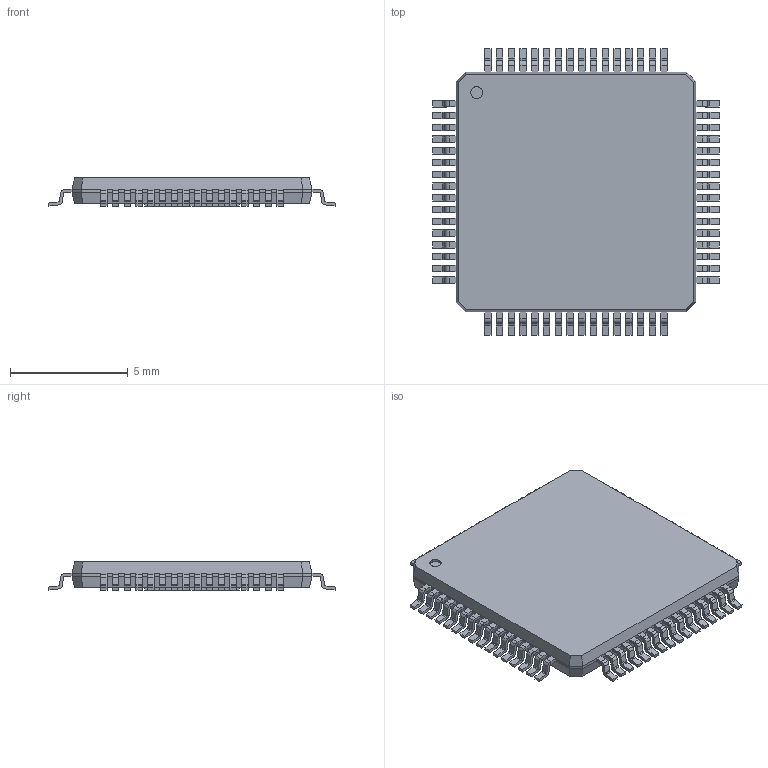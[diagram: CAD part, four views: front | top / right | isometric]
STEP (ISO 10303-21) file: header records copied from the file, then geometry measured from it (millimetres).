
FILE_DESCRIPTION((''),'2;1');
FILE_NAME('QFP50P1200X1200X120-65N-S400.stp','2009-12-07T17:51:36',(''),(''),'Mechanical Desktop 2006','Mechanical Desktop 2006',', , ');
FILE_SCHEMA(('AUTOMOTIVE_DESIGN { 1 2 10303 214 0 1 1 1 }'));
Length unit declared in the file: millimetre
Products named in the file (1): Product
Bounding box: 12.2 x 12.2 x 1.2 mm (x, y, z)
Volume: 116.9 mm3; surface area: 352.6 mm2
Topology: 66 solids, 66 shells, 1186 faces, 3145 edges, 2092 vertices
Faces by surface type: bspline 576, plane 352, cylinder 258
Entity records: 40301 total; most frequent: CARTESIAN_POINT 11736, ORIENTED_EDGE 6290, DIRECTION 5395, EDGE_CURVE 3145, VECTOR 2117, LINE 2117, VERTEX_POINT 2092, AXIS2_PLACEMENT_3D 1639
